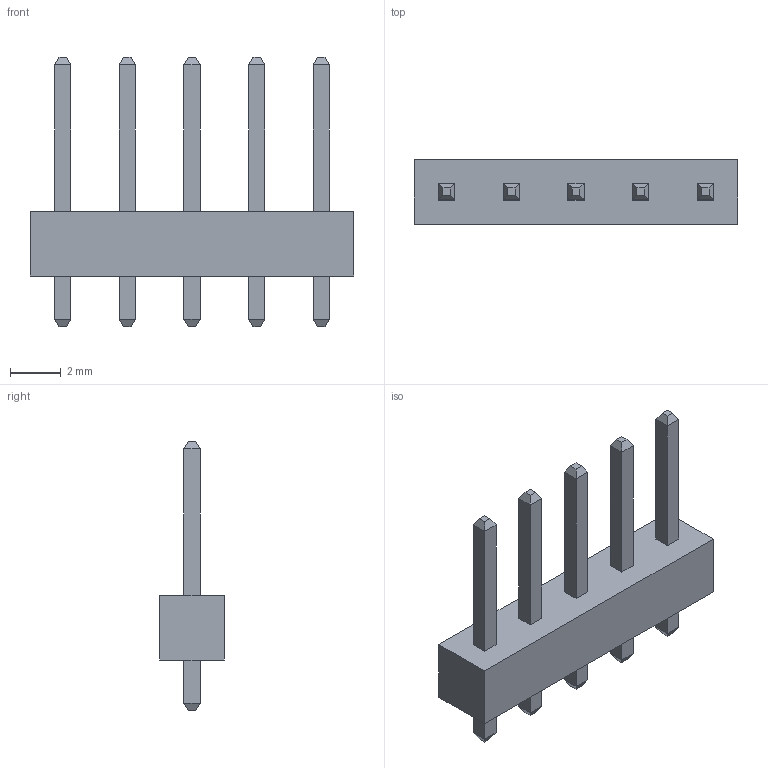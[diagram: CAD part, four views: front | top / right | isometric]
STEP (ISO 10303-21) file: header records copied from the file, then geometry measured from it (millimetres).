
FILE_DESCRIPTION (( 'STEP AP214' ), '1' );
FILE_NAME ('HDRV5W64P254_5X1_1270X254H860.STEP', '2023-12-09T13:30:38', ( '' ), ( '' ), 'SwSTEP 2.0', 'SolidWorks 2023', '' );
FILE_SCHEMA (( 'AUTOMOTIVE_DESIGN' ));
Length unit declared in the file: millimetre
Products named in the file (1): HDRV5W64P254_5X1_1270X254H860
Bounding box: 12.7 x 2.54 x 10.6 mm (x, y, z)
Volume: 97.9 mm3; surface area: 248.8 mm2
Topology: 11 solids, 11 shells, 106 faces, 212 edges, 128 vertices
Faces by surface type: plane 106
Entity records: 3955 total; most frequent: CARTESIAN_POINT 567, ORIENTED_EDGE 424, DIRECTION 386, EDGE_CURVE 212, LINE 172, VECTOR 172, VERTEX_POINT 128, UNCERTAINTY_MEASURE_WITH_UNIT 118
